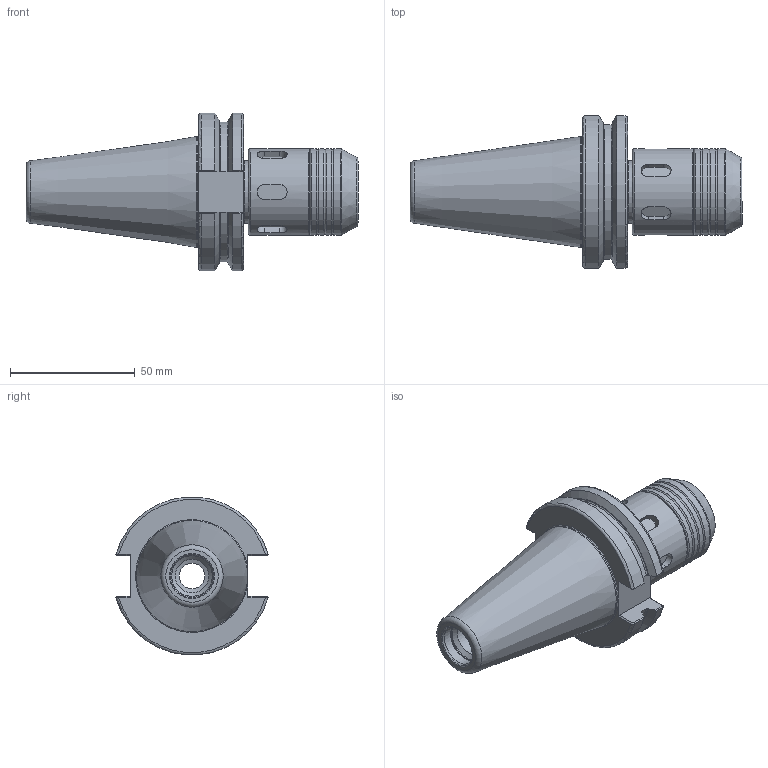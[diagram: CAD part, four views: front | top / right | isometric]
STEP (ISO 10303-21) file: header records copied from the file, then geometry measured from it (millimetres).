
FILE_DESCRIPTION(/* description */ (''),/* implementation_level */ '2;1');
FILE_NAME(/* name */ 'DCAT40-BC050-0256.stp',/* time_stamp */ '2019-07-10T16:12:12-05:00',/* author */ ('ldfli'),/* organization */ ('Pioneer N.A.'),/* preprocessor_version */ 'ST-DEVELOPER v18',/* originating_system */ 'Autodesk Inventor LT',/* authorisation */ '');
FILE_SCHEMA (('AUTOMOTIVE_DESIGN { 1 0 10303 214 3 1 1 }'));
Length unit declared in the file: millimetre
Products named in the file (1): DCAT40-BC050-0256
Bounding box: 133.25 x 61.14 x 63.31 mm (x, y, z)
Volume: 138332.2 mm3; surface area: 37300.2 mm2
Topology: 4 solids, 4 shells, 217 faces, 644 edges, 450 vertices
Faces by surface type: plane 78, cylinder 50, torus 37, cone 31, bspline 21
Full cylindrical faces by diameter (mm): 3.242 x1, 4 x1, 10 x1, 10.25 x1, 12.7 x1, 13.492 x1, 13.5 x1, 16.28 x1, 16.68 x1, 22.92 x1, 23.5 x1, 24.9 x1, 25 x1, 25.42 x1, 26.1 x2, 26.3 x2, 29.5 x1, 32.7 x1, 34.9 x5, 44.45 x1
Entity records: 8909 total; most frequent: CARTESIAN_POINT 2957, ORIENTED_EDGE 1288, DIRECTION 1249, EDGE_CURVE 644, AXIS2_PLACEMENT_3D 519, VERTEX_POINT 450, CIRCLE 322, EDGE_LOOP 240
